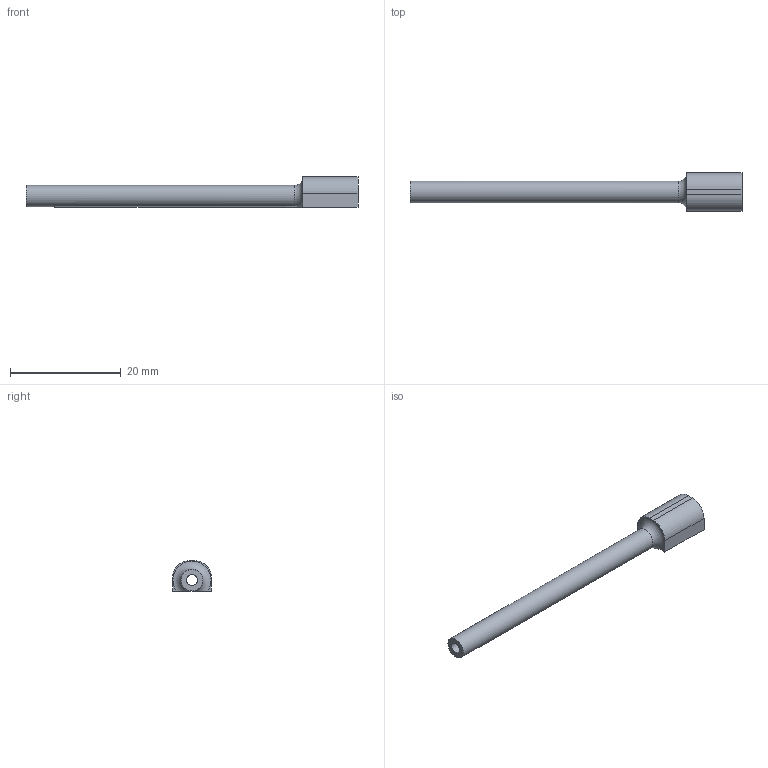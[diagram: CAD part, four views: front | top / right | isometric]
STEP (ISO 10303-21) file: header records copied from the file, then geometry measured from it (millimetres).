
FILE_DESCRIPTION(('HOOPS Exchange Step'),'2;1');
FILE_NAME('temp_export','2025-04-17T10:26:38-04:00',('anwaypimpalkar'),('Shapr3D Limited'),'HOOPS Exchange 2024.2','Shapr3D','Authorized');
FILE_SCHEMA( ('AUTOMOTIVE_DESIGN { 1 0 10303 214 1 1 1 1 }') );
Length unit declared in the file: millimetre
Products named in the file (4): PUC_WIP_FDM.STEP; Imported; root
Assembly tree (3 placements, depth 2):
  root
    PUC_WIP_FDM.STEP
    PUC_WIP_FDM.STEP
    Imported
Bounding box: 60 x 7 x 5.5 mm (x, y, z)
Volume: 722.5 mm3; surface area: 1315.9 mm2
Topology: 1 solids, 1 shells, 27 faces, 71 edges, 44 vertices
Faces by surface type: plane 11, cylinder 10, bspline 4, sphere 1, torus 1
Full cylindrical faces by diameter (mm): 2 x1, 3.85 x1, 3.9 x1
Entity records: 1241 total; most frequent: CARTESIAN_POINT 490, DIRECTION 147, ORIENTED_EDGE 136, EDGE_CURVE 68, AXIS2_PLACEMENT_3D 58, VERTEX_POINT 44, VECTOR 31, LINE 31
